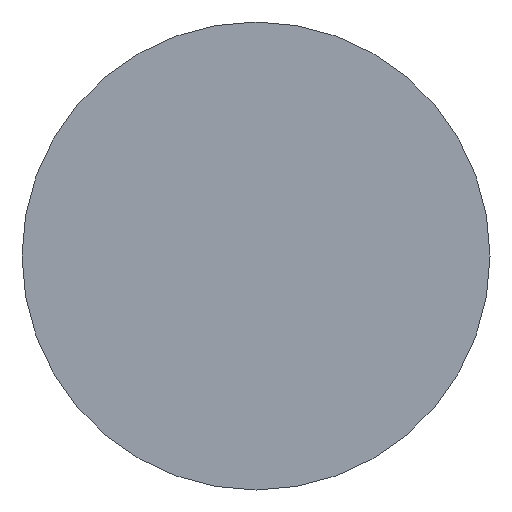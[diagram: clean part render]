
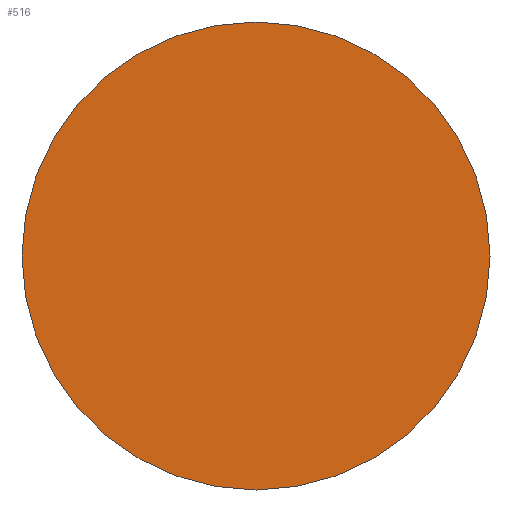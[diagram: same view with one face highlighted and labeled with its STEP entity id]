
A CAD part, front view. The second image highlights one B-rep face of the part: STEP entity #516.
In plain terms, the highlighted planar face has unit normal (0, -1, 0).
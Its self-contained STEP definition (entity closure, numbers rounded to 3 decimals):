
#58=PLANE('',#595);
#91=FACE_OUTER_BOUND('',#126,.T.);
#126=EDGE_LOOP('',(#440,#441));
#186=CIRCLE('',#596,16.5);
#187=CIRCLE('',#597,16.5);
#236=VERTEX_POINT('',#945);
#237=VERTEX_POINT('',#946);
#308=EDGE_CURVE('',#236,#237,#186,.T.);
#309=EDGE_CURVE('',#237,#236,#187,.T.);
#440=ORIENTED_EDGE('',*,*,#308,.F.);
#441=ORIENTED_EDGE('',*,*,#309,.F.);
#516=ADVANCED_FACE('',(#91),#58,.T.);
#595=AXIS2_PLACEMENT_3D('',#944,#732,#733);
#596=AXIS2_PLACEMENT_3D('',#947,#734,#735);
#597=AXIS2_PLACEMENT_3D('',#948,#736,#737);
#732=DIRECTION('center_axis',(0.,-1.,0.));
#733=DIRECTION('ref_axis',(0.,0.,-1.));
#734=DIRECTION('center_axis',(0.,1.,0.));
#735=DIRECTION('ref_axis',(-1.,0.,0.));
#736=DIRECTION('center_axis',(0.,1.,0.));
#737=DIRECTION('ref_axis',(-1.,0.,0.));
#944=CARTESIAN_POINT('Origin',(-8.25,0.,0.));
#945=CARTESIAN_POINT('',(-16.5,0.,0.));
#946=CARTESIAN_POINT('',(16.5,0.,0.));
#947=CARTESIAN_POINT('Origin',(0.,0.,
0.));
#948=CARTESIAN_POINT('Origin',(0.,0.,
0.));
